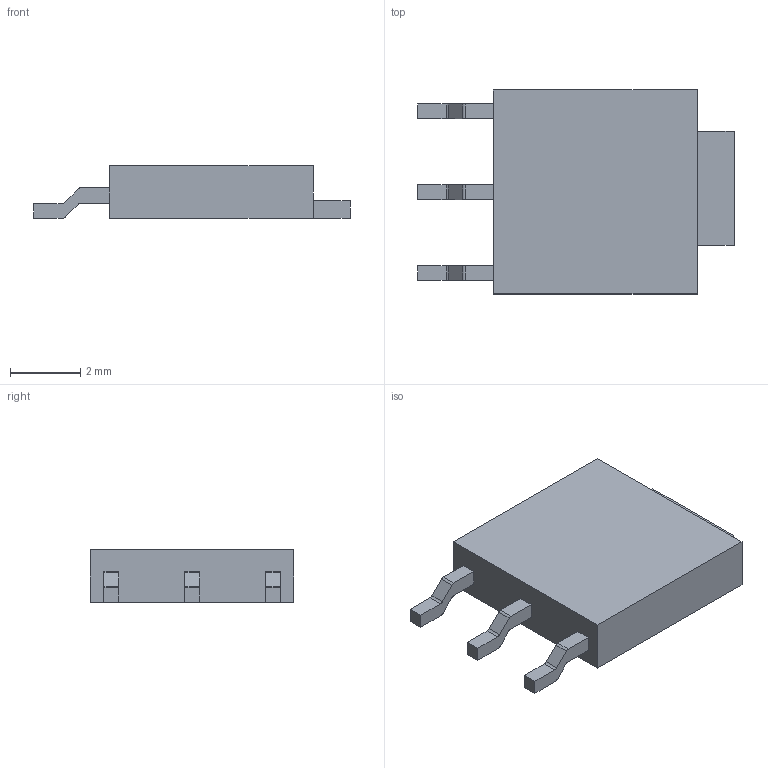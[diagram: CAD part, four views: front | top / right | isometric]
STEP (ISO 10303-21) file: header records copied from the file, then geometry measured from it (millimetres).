
FILE_DESCRIPTION(('FreeCAD Model'),'2;1');
FILE_NAME('SOT-220_SMD.step', '2017-08-03T15:15:58',('kicad StepUp'),('ksu MCAD'), 'Open CASCADE STEP processor 6.8','FreeCAD','Unknown');
FILE_SCHEMA(('AUTOMOTIVE_DESIGN_CC2 { 1 2 10303 214 -1 1 5 4 }'));
Length unit declared in the file: millimetre
Products named in the file (2): ASSEMBLY; SOT-220_SMD
Assembly tree (1 placements, depth 2):
  ASSEMBLY
    SOT-220_SMD
Bounding box: 9 x 5.8 x 1.5 mm (x, y, z)
Volume: 53.3 mm3; surface area: 121.4 mm2
Topology: 1 solids, 1 shells, 51 faces, 136 edges, 90 vertices
Faces by surface type: plane 39, cylinder 12
Entity records: 1966 total; most frequent: CARTESIAN_POINT 279, ORIENTED_EDGE 272, DIRECTION 266, EDGE_CURVE 136, LINE 112, VECTOR 112, VERTEX_POINT 90, AXIS2_PLACEMENT_3D 77
